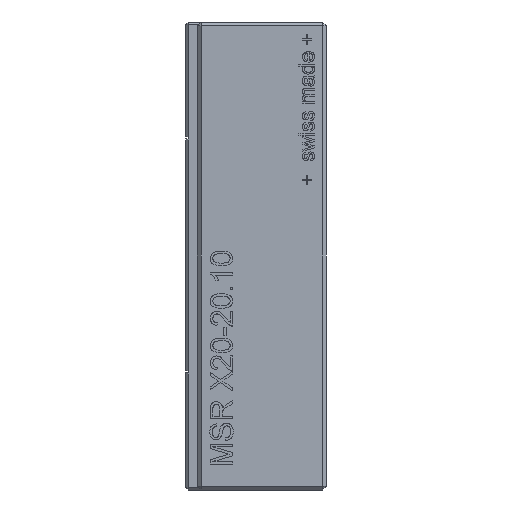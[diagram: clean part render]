
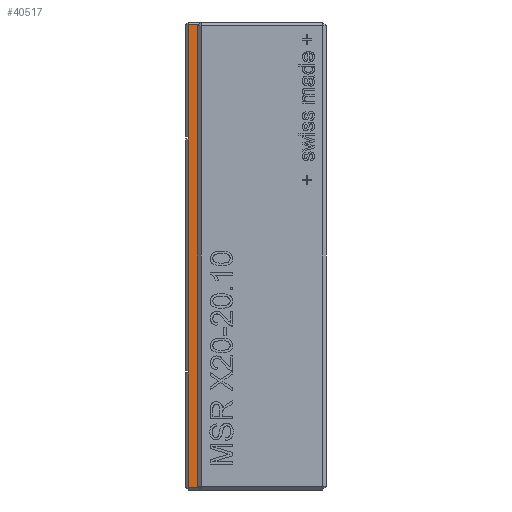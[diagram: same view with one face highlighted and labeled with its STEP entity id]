
A CAD part, left-side view. The second image highlights one B-rep face of the part: STEP entity #40517.
In plain terms, the highlighted planar face has unit normal (-1, 0, 0).
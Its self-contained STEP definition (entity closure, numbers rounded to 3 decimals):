
#40517 = ADVANCED_FACE('',(#40518),#40532,.F.);
#40518 = FACE_BOUND('',#40519,.F.);
#40519 = EDGE_LOOP('',(#40520,#40555,#40583,#40611,#40639,#40667,#40695,
    #40723));
#40520 = ORIENTED_EDGE('',*,*,#40521,.F.);
#40521 = EDGE_CURVE('',#40522,#40524,#40526,.T.);
#40522 = VERTEX_POINT('',#40523);
#40523 = CARTESIAN_POINT('',(-2.5,5.024,0.1));
#40524 = VERTEX_POINT('',#40525);
#40525 = CARTESIAN_POINT('',(-2.5,5.024,19.9));
#40526 = SURFACE_CURVE('',#40527,(#40531,#40543),.PCURVE_S1.);
#40527 = LINE('',#40528,#40529);
#40528 = CARTESIAN_POINT('',(-2.5,5.024,0.));
#40529 = VECTOR('',#40530,1.);
#40530 = DIRECTION('',(0.,0.,1.));
#40531 = PCURVE('',#40532,#40537);
#40532 = PLANE('',#40533);
#40533 = AXIS2_PLACEMENT_3D('',#40534,#40535,#40536);
#40534 = CARTESIAN_POINT('',(-2.5,6.,0.));
#40535 = DIRECTION('',(1.,0.,0.));
#40536 = DIRECTION('',(0.,-1.,0.));
#40537 = DEFINITIONAL_REPRESENTATION('',(#40538),#40542);
#40538 = LINE('',#40539,#40540);
#40539 = CARTESIAN_POINT('',(0.976,0.));
#40540 = VECTOR('',#40541,1.);
#40541 = DIRECTION('',(0.,-1.));
#40542 = ( GEOMETRIC_REPRESENTATION_CONTEXT(2) 
PARAMETRIC_REPRESENTATION_CONTEXT() REPRESENTATION_CONTEXT('2D SPACE',''
  ) );
#40543 = PCURVE('',#40544,#40549);
#40544 = PLANE('',#40545);
#40545 = AXIS2_PLACEMENT_3D('',#40546,#40547,#40548);
#40546 = CARTESIAN_POINT('',(-2.5,5.024,0.));
#40547 = DIRECTION('',(0.707,0.707,0.));
#40548 = DIRECTION('',(0.707,-0.707,0.));
#40549 = DEFINITIONAL_REPRESENTATION('',(#40550),#40554);
#40550 = LINE('',#40551,#40552);
#40551 = CARTESIAN_POINT('',(0.,0.));
#40552 = VECTOR('',#40553,1.);
#40553 = DIRECTION('',(0.,-1.));
#40554 = ( GEOMETRIC_REPRESENTATION_CONTEXT(2) 
PARAMETRIC_REPRESENTATION_CONTEXT() REPRESENTATION_CONTEXT('2D SPACE',''
  ) );
#40555 = ORIENTED_EDGE('',*,*,#40556,.F.);
#40556 = EDGE_CURVE('',#40557,#40522,#40559,.T.);
#40557 = VERTEX_POINT('',#40558);
#40558 = CARTESIAN_POINT('',(-2.5,5.9,0.1));
#40559 = SURFACE_CURVE('',#40560,(#40564,#40571),.PCURVE_S1.);
#40560 = LINE('',#40561,#40562);
#40561 = CARTESIAN_POINT('',(-2.5,6.,0.1));
#40562 = VECTOR('',#40563,1.);
#40563 = DIRECTION('',(0.,-1.,0.));
#40564 = PCURVE('',#40532,#40565);
#40565 = DEFINITIONAL_REPRESENTATION('',(#40566),#40570);
#40566 = LINE('',#40567,#40568);
#40567 = CARTESIAN_POINT('',(0.,-0.1));
#40568 = VECTOR('',#40569,1.);
#40569 = DIRECTION('',(1.,0.));
#40570 = ( GEOMETRIC_REPRESENTATION_CONTEXT(2) 
PARAMETRIC_REPRESENTATION_CONTEXT() REPRESENTATION_CONTEXT('2D SPACE',''
  ) );
#40571 = PCURVE('',#40572,#40577);
#40572 = PLANE('',#40573);
#40573 = AXIS2_PLACEMENT_3D('',#40574,#40575,#40576);
#40574 = CARTESIAN_POINT('',(-2.45,6.,0.05));
#40575 = DIRECTION('',(0.707,0.,0.707
    ));
#40576 = DIRECTION('',(0.,-1.,0.));
#40577 = DEFINITIONAL_REPRESENTATION('',(#40578),#40582);
#40578 = LINE('',#40579,#40580);
#40579 = CARTESIAN_POINT('',(0.,-0.071));
#40580 = VECTOR('',#40581,1.);
#40581 = DIRECTION('',(1.,0.));
#40582 = ( GEOMETRIC_REPRESENTATION_CONTEXT(2) 
PARAMETRIC_REPRESENTATION_CONTEXT() REPRESENTATION_CONTEXT('2D SPACE',''
  ) );
#40583 = ORIENTED_EDGE('',*,*,#40584,.T.);
#40584 = EDGE_CURVE('',#40557,#40585,#40587,.T.);
#40585 = VERTEX_POINT('',#40586);
#40586 = CARTESIAN_POINT('',(-2.5,5.9,5.));
#40587 = SURFACE_CURVE('',#40588,(#40592,#40599),.PCURVE_S1.);
#40588 = LINE('',#40589,#40590);
#40589 = CARTESIAN_POINT('',(-2.5,5.9,0.));
#40590 = VECTOR('',#40591,1.);
#40591 = DIRECTION('',(0.,0.,1.));
#40592 = PCURVE('',#40532,#40593);
#40593 = DEFINITIONAL_REPRESENTATION('',(#40594),#40598);
#40594 = LINE('',#40595,#40596);
#40595 = CARTESIAN_POINT('',(0.1,0.));
#40596 = VECTOR('',#40597,1.);
#40597 = DIRECTION('',(0.,-1.));
#40598 = ( GEOMETRIC_REPRESENTATION_CONTEXT(2) 
PARAMETRIC_REPRESENTATION_CONTEXT() REPRESENTATION_CONTEXT('2D SPACE',''
  ) );
#40599 = PCURVE('',#40600,#40605);
#40600 = PLANE('',#40601);
#40601 = AXIS2_PLACEMENT_3D('',#40602,#40603,#40604);
#40602 = CARTESIAN_POINT('',(-2.45,5.95,0.));
#40603 = DIRECTION('',(0.707,-0.707,0.));
#40604 = DIRECTION('',(0.,0.,-1.));
#40605 = DEFINITIONAL_REPRESENTATION('',(#40606),#40610);
#40606 = LINE('',#40607,#40608);
#40607 = CARTESIAN_POINT('',(0.,-0.071));
#40608 = VECTOR('',#40609,1.);
#40609 = DIRECTION('',(-1.,0.));
#40610 = ( GEOMETRIC_REPRESENTATION_CONTEXT(2) 
PARAMETRIC_REPRESENTATION_CONTEXT() REPRESENTATION_CONTEXT('2D SPACE',''
  ) );
#40611 = ORIENTED_EDGE('',*,*,#40612,.T.);
#40612 = EDGE_CURVE('',#40585,#40613,#40615,.T.);
#40613 = VERTEX_POINT('',#40614);
#40614 = CARTESIAN_POINT('',(-2.5,5.9,5.1));
#40615 = SURFACE_CURVE('',#40616,(#40620,#40627),.PCURVE_S1.);
#40616 = LINE('',#40617,#40618);
#40617 = CARTESIAN_POINT('',(-2.5,5.9,0.));
#40618 = VECTOR('',#40619,1.);
#40619 = DIRECTION('',(0.,0.,1.));
#40620 = PCURVE('',#40532,#40621);
#40621 = DEFINITIONAL_REPRESENTATION('',(#40622),#40626);
#40622 = LINE('',#40623,#40624);
#40623 = CARTESIAN_POINT('',(0.1,0.));
#40624 = VECTOR('',#40625,1.);
#40625 = DIRECTION('',(0.,-1.));
#40626 = ( GEOMETRIC_REPRESENTATION_CONTEXT(2) 
PARAMETRIC_REPRESENTATION_CONTEXT() REPRESENTATION_CONTEXT('2D SPACE',''
  ) );
#40627 = PCURVE('',#40628,#40633);
#40628 = PLANE('',#40629);
#40629 = AXIS2_PLACEMENT_3D('',#40630,#40631,#40632);
#40630 = CARTESIAN_POINT('',(1.5,5.9,0.));
#40631 = DIRECTION('',(0.,1.,0.));
#40632 = DIRECTION('',(0.,0.,1.));
#40633 = DEFINITIONAL_REPRESENTATION('',(#40634),#40638);
#40634 = LINE('',#40635,#40636);
#40635 = CARTESIAN_POINT('',(0.,-4.));
#40636 = VECTOR('',#40637,1.);
#40637 = DIRECTION('',(1.,0.));
#40638 = ( GEOMETRIC_REPRESENTATION_CONTEXT(2) 
PARAMETRIC_REPRESENTATION_CONTEXT() REPRESENTATION_CONTEXT('2D SPACE',''
  ) );
#40639 = ORIENTED_EDGE('',*,*,#40640,.T.);
#40640 = EDGE_CURVE('',#40613,#40641,#40643,.T.);
#40641 = VERTEX_POINT('',#40642);
#40642 = CARTESIAN_POINT('',(-2.5,5.9,15.));
#40643 = SURFACE_CURVE('',#40644,(#40648,#40655),.PCURVE_S1.);
#40644 = LINE('',#40645,#40646);
#40645 = CARTESIAN_POINT('',(-2.5,5.9,0.));
#40646 = VECTOR('',#40647,1.);
#40647 = DIRECTION('',(0.,0.,1.));
#40648 = PCURVE('',#40532,#40649);
#40649 = DEFINITIONAL_REPRESENTATION('',(#40650),#40654);
#40650 = LINE('',#40651,#40652);
#40651 = CARTESIAN_POINT('',(0.1,0.));
#40652 = VECTOR('',#40653,1.);
#40653 = DIRECTION('',(0.,-1.));
#40654 = ( GEOMETRIC_REPRESENTATION_CONTEXT(2) 
PARAMETRIC_REPRESENTATION_CONTEXT() REPRESENTATION_CONTEXT('2D SPACE',''
  ) );
#40655 = PCURVE('',#40656,#40661);
#40656 = PLANE('',#40657);
#40657 = AXIS2_PLACEMENT_3D('',#40658,#40659,#40660);
#40658 = CARTESIAN_POINT('',(-2.45,5.95,0.));
#40659 = DIRECTION('',(0.707,-0.707,0.));
#40660 = DIRECTION('',(0.,0.,-1.));
#40661 = DEFINITIONAL_REPRESENTATION('',(#40662),#40666);
#40662 = LINE('',#40663,#40664);
#40663 = CARTESIAN_POINT('',(0.,-0.071));
#40664 = VECTOR('',#40665,1.);
#40665 = DIRECTION('',(-1.,0.));
#40666 = ( GEOMETRIC_REPRESENTATION_CONTEXT(2) 
PARAMETRIC_REPRESENTATION_CONTEXT() REPRESENTATION_CONTEXT('2D SPACE',''
  ) );
#40667 = ORIENTED_EDGE('',*,*,#40668,.T.);
#40668 = EDGE_CURVE('',#40641,#40669,#40671,.T.);
#40669 = VERTEX_POINT('',#40670);
#40670 = CARTESIAN_POINT('',(-2.5,5.9,15.1));
#40671 = SURFACE_CURVE('',#40672,(#40676,#40683),.PCURVE_S1.);
#40672 = LINE('',#40673,#40674);
#40673 = CARTESIAN_POINT('',(-2.5,5.9,0.));
#40674 = VECTOR('',#40675,1.);
#40675 = DIRECTION('',(0.,0.,1.));
#40676 = PCURVE('',#40532,#40677);
#40677 = DEFINITIONAL_REPRESENTATION('',(#40678),#40682);
#40678 = LINE('',#40679,#40680);
#40679 = CARTESIAN_POINT('',(0.1,0.));
#40680 = VECTOR('',#40681,1.);
#40681 = DIRECTION('',(0.,-1.));
#40682 = ( GEOMETRIC_REPRESENTATION_CONTEXT(2) 
PARAMETRIC_REPRESENTATION_CONTEXT() REPRESENTATION_CONTEXT('2D SPACE',''
  ) );
#40683 = PCURVE('',#40684,#40689);
#40684 = PLANE('',#40685);
#40685 = AXIS2_PLACEMENT_3D('',#40686,#40687,#40688);
#40686 = CARTESIAN_POINT('',(-1.4,5.9,15.1));
#40687 = DIRECTION('',(0.,-1.,0.));
#40688 = DIRECTION('',(0.,0.,-1.));
#40689 = DEFINITIONAL_REPRESENTATION('',(#40690),#40694);
#40690 = LINE('',#40691,#40692);
#40691 = CARTESIAN_POINT('',(15.1,-1.1));
#40692 = VECTOR('',#40693,1.);
#40693 = DIRECTION('',(-1.,0.));
#40694 = ( GEOMETRIC_REPRESENTATION_CONTEXT(2) 
PARAMETRIC_REPRESENTATION_CONTEXT() REPRESENTATION_CONTEXT('2D SPACE',''
  ) );
#40695 = ORIENTED_EDGE('',*,*,#40696,.T.);
#40696 = EDGE_CURVE('',#40669,#40697,#40699,.T.);
#40697 = VERTEX_POINT('',#40698);
#40698 = CARTESIAN_POINT('',(-2.5,5.9,19.9));
#40699 = SURFACE_CURVE('',#40700,(#40704,#40711),.PCURVE_S1.);
#40700 = LINE('',#40701,#40702);
#40701 = CARTESIAN_POINT('',(-2.5,5.9,0.));
#40702 = VECTOR('',#40703,1.);
#40703 = DIRECTION('',(0.,0.,1.));
#40704 = PCURVE('',#40532,#40705);
#40705 = DEFINITIONAL_REPRESENTATION('',(#40706),#40710);
#40706 = LINE('',#40707,#40708);
#40707 = CARTESIAN_POINT('',(0.1,0.));
#40708 = VECTOR('',#40709,1.);
#40709 = DIRECTION('',(0.,-1.));
#40710 = ( GEOMETRIC_REPRESENTATION_CONTEXT(2) 
PARAMETRIC_REPRESENTATION_CONTEXT() REPRESENTATION_CONTEXT('2D SPACE',''
  ) );
#40711 = PCURVE('',#40712,#40717);
#40712 = PLANE('',#40713);
#40713 = AXIS2_PLACEMENT_3D('',#40714,#40715,#40716);
#40714 = CARTESIAN_POINT('',(-2.45,5.95,0.));
#40715 = DIRECTION('',(0.707,-0.707,0.));
#40716 = DIRECTION('',(0.,0.,-1.));
#40717 = DEFINITIONAL_REPRESENTATION('',(#40718),#40722);
#40718 = LINE('',#40719,#40720);
#40719 = CARTESIAN_POINT('',(0.,-0.071));
#40720 = VECTOR('',#40721,1.);
#40721 = DIRECTION('',(-1.,0.));
#40722 = ( GEOMETRIC_REPRESENTATION_CONTEXT(2) 
PARAMETRIC_REPRESENTATION_CONTEXT() REPRESENTATION_CONTEXT('2D SPACE',''
  ) );
#40723 = ORIENTED_EDGE('',*,*,#40724,.T.);
#40724 = EDGE_CURVE('',#40697,#40524,#40725,.T.);
#40725 = SURFACE_CURVE('',#40726,(#40730,#40737),.PCURVE_S1.);
#40726 = LINE('',#40727,#40728);
#40727 = CARTESIAN_POINT('',(-2.5,6.,19.9));
#40728 = VECTOR('',#40729,1.);
#40729 = DIRECTION('',(0.,-1.,0.));
#40730 = PCURVE('',#40532,#40731);
#40731 = DEFINITIONAL_REPRESENTATION('',(#40732),#40736);
#40732 = LINE('',#40733,#40734);
#40733 = CARTESIAN_POINT('',(0.,-19.9));
#40734 = VECTOR('',#40735,1.);
#40735 = DIRECTION('',(1.,0.));
#40736 = ( GEOMETRIC_REPRESENTATION_CONTEXT(2) 
PARAMETRIC_REPRESENTATION_CONTEXT() REPRESENTATION_CONTEXT('2D SPACE',''
  ) );
#40737 = PCURVE('',#40738,#40743);
#40738 = PLANE('',#40739);
#40739 = AXIS2_PLACEMENT_3D('',#40740,#40741,#40742);
#40740 = CARTESIAN_POINT('',(-2.45,6.,19.95));
#40741 = DIRECTION('',(-0.707,0.,
    0.707));
#40742 = DIRECTION('',(0.,-1.,0.));
#40743 = DEFINITIONAL_REPRESENTATION('',(#40744),#40748);
#40744 = LINE('',#40745,#40746);
#40745 = CARTESIAN_POINT('',(0.,-0.071));
#40746 = VECTOR('',#40747,1.);
#40747 = DIRECTION('',(1.,0.));
#40748 = ( GEOMETRIC_REPRESENTATION_CONTEXT(2) 
PARAMETRIC_REPRESENTATION_CONTEXT() REPRESENTATION_CONTEXT('2D SPACE',''
  ) );
